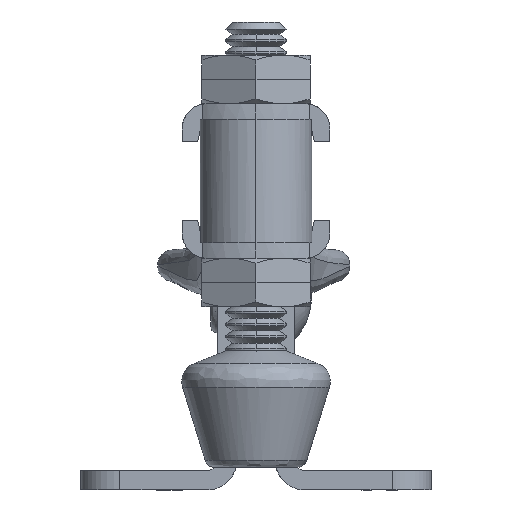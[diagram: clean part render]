
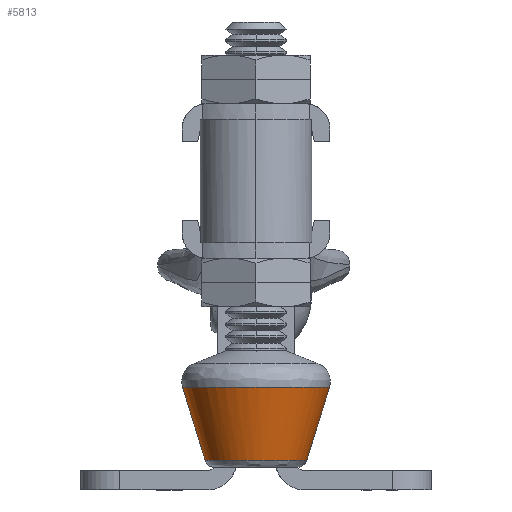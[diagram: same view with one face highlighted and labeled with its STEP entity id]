
A CAD part, front view. The second image highlights one B-rep face of the part: STEP entity #5813.
In plain terms, the highlighted free-form (B-spline) face has degree [1, 3] with [2, 4] control points.
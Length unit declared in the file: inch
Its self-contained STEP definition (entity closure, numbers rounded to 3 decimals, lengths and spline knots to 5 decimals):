
#4169=VERTEX_POINT('',#11639);
#5626=EDGE_CURVE('',#8104,#7845,#13205,.T.);
#5813=ADVANCED_FACE('',(#13405),#13406,.T.);
#5952=EDGE_CURVE('',#8104,#10970,#13554,.T.);
#6355=EDGE_CURVE('',#4169,#10970,#13982,.T.);
#6696=EDGE_CURVE('',#4169,#7845,#14349,.T.);
#7845=VERTEX_POINT('',#15583);
#8104=VERTEX_POINT('',#15855);
#10970=VERTEX_POINT('',#18931);
#11639=CARTESIAN_POINT('',(0.1267,-2.28175,-0.65806));
#13205=(B_SPLINE_CURVE(3,(#25476,#25477,#25478,#25479),.UNSPECIFIED.,.F.,.F.)B_SPLINE_CURVE_WITH_KNOTS((4,4),(-3.14159,-0.0),.UNSPECIFIED.)RATIONAL_B_SPLINE_CURVE((1.0,0.333,0.333,1.0))BOUNDED_CURVE()REPRESENTATION_ITEM('')GEOMETRIC_REPRESENTATION_ITEM()CURVE());
#13405=FACE_OUTER_BOUND('',#26534,.T.);
#13406=(B_SPLINE_SURFACE(1,3,((#26536,#26537,#26538,#26539),(#26540,#26541,#26542,#26543)),.UNSPECIFIED.,.F.,.F.,.F.)B_SPLINE_SURFACE_WITH_KNOTS((2,2),(4,4),(0.09091,1.0),(0.0,1.0),.UNSPECIFIED.)RATIONAL_B_SPLINE_SURFACE(((1.0,0.333,0.333,1.0),(1.0,0.333,0.333,1.0)))BOUNDED_SURFACE()REPRESENTATION_ITEM('')GEOMETRIC_REPRESENTATION_ITEM()SURFACE());
#13554=B_SPLINE_CURVE_WITH_KNOTS('',1,(#26908,#26909),.UNSPECIFIED.,.F.,.F.,(2,2),(0.00186,0.00973),.UNSPECIFIED.);
#13982=(B_SPLINE_CURVE(3,(#27719,#27720,#27721,#27722),.UNSPECIFIED.,.F.,.F.)B_SPLINE_CURVE_WITH_KNOTS((4,4),(0.0,3.14159),.UNSPECIFIED.)RATIONAL_B_SPLINE_CURVE((1.0,0.333,0.333,1.0))BOUNDED_CURVE()REPRESENTATION_ITEM('')GEOMETRIC_REPRESENTATION_ITEM()CURVE());
#14349=B_SPLINE_CURVE_WITH_KNOTS('',1,(#28695,#28696),.UNSPECIFIED.,.F.,.F.,(2,2),(-0.00973,-0.00186),.UNSPECIFIED.);
#15583=CARTESIAN_POINT('',(0.21849,-2.28175,-0.36197));
#15855=CARTESIAN_POINT('',(-0.37597,-2.28175,-0.36197));
#18931=CARTESIAN_POINT('',(-0.28418,-2.28175,-0.65806));
#25476=CARTESIAN_POINT('',(-0.37597,-2.28175,-0.36197));
#25477=CARTESIAN_POINT('',(-0.37597,-2.87621,-0.36197));
#25478=CARTESIAN_POINT('',(0.21849,-2.87621,-0.36197));
#25479=CARTESIAN_POINT('',(0.21849,-2.28175,-0.36197));
#26534=EDGE_LOOP('',(#43508,#43509,#43510,#43511));
#26536=CARTESIAN_POINT('',(-0.37597,-2.28175,-0.36197));
#26537=CARTESIAN_POINT('',(-0.37597,-2.87621,-0.36197));
#26538=CARTESIAN_POINT('',(0.21849,-2.87621,-0.36197));
#26539=CARTESIAN_POINT('',(0.21849,-2.28175,-0.36197));
#26540=CARTESIAN_POINT('',(-0.28418,-2.28175,-0.65806));
#26541=CARTESIAN_POINT('',(-0.28418,-2.69263,-0.65806));
#26542=CARTESIAN_POINT('',(0.1267,-2.69263,-0.65806));
#26543=CARTESIAN_POINT('',(0.1267,-2.28175,-0.65806));
#26908=CARTESIAN_POINT('',(-0.37597,-2.28175,-0.36197));
#26909=CARTESIAN_POINT('',(-0.28418,-2.28175,-0.65806));
#27719=CARTESIAN_POINT('',(0.1267,-2.28175,-0.65806));
#27720=CARTESIAN_POINT('',(0.1267,-2.69263,-0.65806));
#27721=CARTESIAN_POINT('',(-0.28418,-2.69263,-0.65806));
#27722=CARTESIAN_POINT('',(-0.28418,-2.28175,-0.65806));
#28695=CARTESIAN_POINT('',(0.1267,-2.28175,-0.65806));
#28696=CARTESIAN_POINT('',(0.21849,-2.28175,-0.36197));
#43508=ORIENTED_EDGE('',*,*,#6355,.F.);
#43509=ORIENTED_EDGE('',*,*,#6696,.T.);
#43510=ORIENTED_EDGE('',*,*,#5626,.F.);
#43511=ORIENTED_EDGE('',*,*,#5952,.T.);
